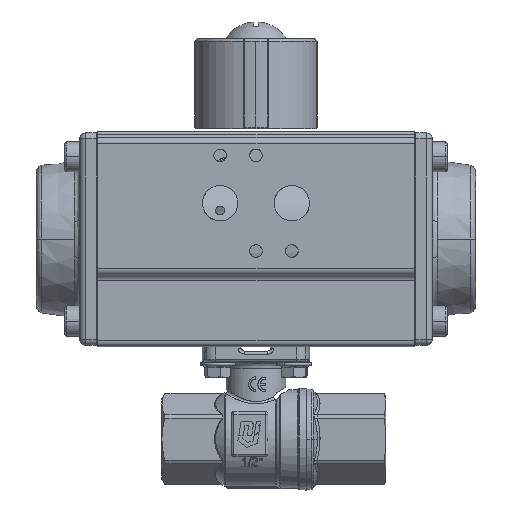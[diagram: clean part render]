
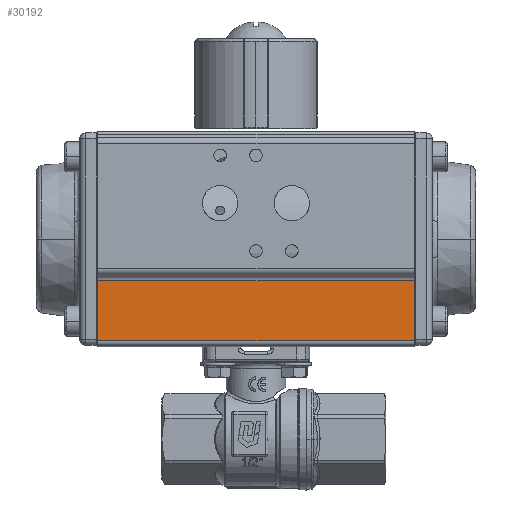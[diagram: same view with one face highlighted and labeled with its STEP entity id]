
A CAD part, front view. The second image highlights one B-rep face of the part: STEP entity #30192.
In plain terms, the highlighted planar face has unit normal (0, 1, 0).
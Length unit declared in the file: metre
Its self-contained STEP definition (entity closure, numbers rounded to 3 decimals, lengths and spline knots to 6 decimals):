
#792 = DIRECTION ( 'NONE',  ( 0., 0., -1. ) ) ;
#1007 = DIRECTION ( 'NONE',  ( 0., 0., 1. ) ) ;
#1935 = DIRECTION ( 'NONE',  ( 0., 1., 0. ) ) ;
#2104 = VECTOR ( 'NONE', #792, 1. ) ;
#5168 = CARTESIAN_POINT ( 'NONE',  ( -0.05389, -0.04438, 0.116838 ) ) ;
#8794 = PLANE ( 'NONE',  #37513 ) ;
#9227 = FACE_OUTER_BOUND ( 'NONE', #78967, .T. ) ;
#9622 = CARTESIAN_POINT ( 'NONE',  ( -0.05389, -0.04438, 0.096838 ) ) ;
#12136 = VERTEX_POINT ( 'NONE', #76784 ) ;
#12426 = EDGE_CURVE ( 'NONE', #26522, #12136, #71976, .T. ) ;
#13541 = VERTEX_POINT ( 'NONE', #14850 ) ;
#14850 = CARTESIAN_POINT ( 'NONE',  ( 0.05211, -0.04438, 0.096838 ) ) ;
#15126 = CARTESIAN_POINT ( 'NONE',  ( -0.05389, -0.04438, 0.096838 ) ) ;
#15586 = CARTESIAN_POINT ( 'NONE',  ( 0.05211, -0.04438, 0.116838 ) ) ;
#24551 = ORIENTED_EDGE ( 'NONE', *, *, #12426, .T. ) ;
#26522 = VERTEX_POINT ( 'NONE', #44043 ) ;
#27490 = EDGE_CURVE ( 'NONE', #13541, #26522, #39756, .T. ) ;
#30192 = ADVANCED_FACE ( 'NONE', ( #9227 ), #8794, .T. ) ;
#34778 = VERTEX_POINT ( 'NONE', #15586 ) ;
#35307 = VECTOR ( 'NONE', #1007, 1. ) ;
#35438 = ORIENTED_EDGE ( 'NONE', *, *, #52175, .T. ) ;
#37513 = AXIS2_PLACEMENT_3D ( 'NONE', #15126, #1935, #86141 ) ;
#39325 = DIRECTION ( 'NONE',  ( 1., 0., 0. ) ) ;
#39756 = LINE ( 'NONE', #59826, #44285 ) ;
#44043 = CARTESIAN_POINT ( 'NONE',  ( -0.05389, -0.04438, 0.096838 ) ) ;
#44285 = VECTOR ( 'NONE', #67997, 1. ) ;
#48122 = LINE ( 'NONE', #84564, #2104 ) ;
#52175 = EDGE_CURVE ( 'NONE', #34778, #13541, #48122, .T. ) ;
#59826 = CARTESIAN_POINT ( 'NONE',  ( -0.05389, -0.04438, 0.096838 ) ) ;
#60177 = EDGE_CURVE ( 'NONE', #12136, #34778, #67536, .T. ) ;
#67536 = LINE ( 'NONE', #5168, #87272 ) ;
#67927 = ORIENTED_EDGE ( 'NONE', *, *, #27490, .T. ) ;
#67997 = DIRECTION ( 'NONE',  ( -1., 0., 0. ) ) ;
#71976 = LINE ( 'NONE', #9622, #35307 ) ;
#76784 = CARTESIAN_POINT ( 'NONE',  ( -0.05389, -0.04438, 0.116838 ) ) ;
#78967 = EDGE_LOOP ( 'NONE', ( #80319, #35438, #67927, #24551 ) ) ;
#80319 = ORIENTED_EDGE ( 'NONE', *, *, #60177, .T. ) ;
#84564 = CARTESIAN_POINT ( 'NONE',  ( 0.05211, -0.04438, 0.096838 ) ) ;
#86141 = DIRECTION ( 'NONE',  ( 0., 0., 1. ) ) ;
#87272 = VECTOR ( 'NONE', #39325, 1. ) ;
